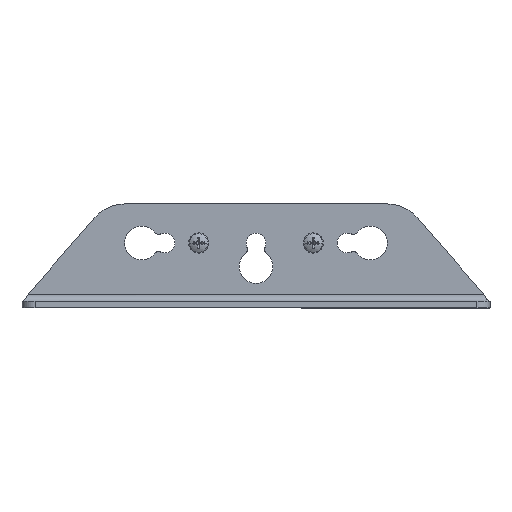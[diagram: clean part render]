
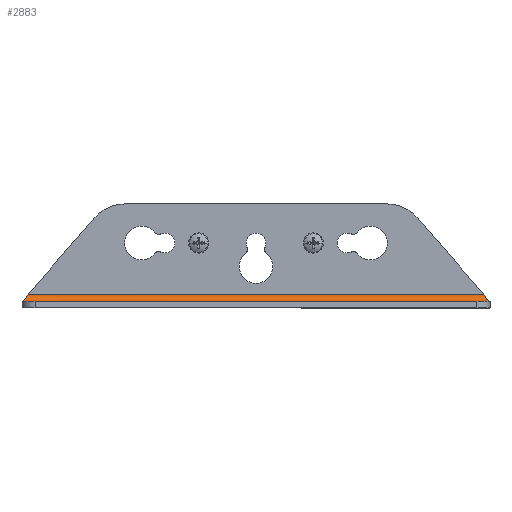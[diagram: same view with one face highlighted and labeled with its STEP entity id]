
A CAD part, left-side view. The second image highlights one B-rep face of the part: STEP entity #2883.
In plain terms, the highlighted cylindrical face has radius 3.416 mm (diameter 6.833 mm), a partial arc.
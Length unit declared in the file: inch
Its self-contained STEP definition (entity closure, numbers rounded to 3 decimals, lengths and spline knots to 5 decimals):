
#126 = EDGE_CURVE ( 'NONE', #4224, #3004, #844, .T. ) ;
#268 = DIRECTION ( 'NONE',  ( 1., 0., 0. ) ) ;
#417 = CARTESIAN_POINT ( 'NONE',  ( 0.34742, -4.4319, 0.05243 ) ) ;
#482 = CARTESIAN_POINT ( 'NONE',  ( 0.375, -4.38322, 0.1345 ) ) ;
#498 = CARTESIAN_POINT ( 'NONE',  ( 0.36811, -4.40758, 0.0911 ) ) ;
#708 = LINE ( 'NONE', #4592, #4866 ) ;
#759 = CARTESIAN_POINT ( 'NONE',  ( 0.30025, 4.46585, 0.01368 ) ) ;
#768 = DIRECTION ( 'NONE',  ( 0., -1., 0. ) ) ;
#786 = CARTESIAN_POINT ( 'NONE',  ( 0.308, 4.46101, 0.01783 ) ) ;
#798 = VECTOR ( 'NONE', #4334, 39.37008 ) ;
#812 = CARTESIAN_POINT ( 'NONE',  ( 0.2405, 4.5, 0. ) ) ;
#844 = B_SPLINE_CURVE_WITH_KNOTS ( 'NONE', 3,
 ( #1241, #1123, #2939, #4642, #3236, #2021, #3270, #1626, #3328, #786, #759, #2464, #1655, #1180, #2437, #812 ),
 .UNSPECIFIED., .F., .F.,
 ( 4, 2, 2, 2, 2, 2, 2, 4 ),
 ( 0., 0.00152, 0.00228, 0.00304, 0.0038, 0.00456, 0.00532, 0.00608 ),
 .UNSPECIFIED. ) ;
#881 = CARTESIAN_POINT ( 'NONE',  ( 0.375, -4.38813, 0.12561 ) ) ;
#913 = CARTESIAN_POINT ( 'NONE',  ( 0.37069, -4.40269, 0.09962 ) ) ;
#941 = CARTESIAN_POINT ( 'NONE',  ( 0.2405, -4.5, 0. ) ) ;
#1123 = CARTESIAN_POINT ( 'NONE',  ( 0.375, 4.39305, 0.11672 ) ) ;
#1157 = ORIENTED_EDGE ( 'NONE', *, *, #4690, .T. ) ;
#1180 = CARTESIAN_POINT ( 'NONE',  ( 0.25816, 4.49024, 0.00088 ) ) ;
#1241 = CARTESIAN_POINT ( 'NONE',  ( 0.375, 4.38322, 0.1345 ) ) ;
#1330 = ORIENTED_EDGE ( 'NONE', *, *, #5069, .T. ) ;
#1334 = CARTESIAN_POINT ( 'NONE',  ( 0.34177, -4.4368, 0.04554 ) ) ;
#1364 = CARTESIAN_POINT ( 'NONE',  ( 0.25828, -4.49017, 0. ) ) ;
#1389 = CARTESIAN_POINT ( 'NONE',  ( 0.375, -4.38322, 0.1345 ) ) ;
#1626 = CARTESIAN_POINT ( 'NONE',  ( 0.32946, 4.44642, 0.03323 ) ) ;
#1655 = CARTESIAN_POINT ( 'NONE',  ( 0.27538, 4.48053, 0.00431 ) ) ;
#1697 = CARTESIAN_POINT ( 'NONE',  ( 0.35717, -4.4222, 0.067 ) ) ;
#1773 = VERTEX_POINT ( 'NONE', #1828 ) ;
#1828 = CARTESIAN_POINT ( 'NONE',  ( 0.375, -4.38322, 0.1345 ) ) ;
#1850 = EDGE_LOOP ( 'NONE', ( #1330, #1157, #2751, #4578 ) ) ;
#2006 = CYLINDRICAL_SURFACE ( 'NONE', #3356, 0.1345 ) ;
#2021 = CARTESIAN_POINT ( 'NONE',  ( 0.34752, 4.43181, 0.05256 ) ) ;
#2422 = FACE_OUTER_BOUND ( 'NONE', #1850, .T. ) ;
#2437 = CARTESIAN_POINT ( 'NONE',  ( 0.24939, 4.49508, 0. ) ) ;
#2464 = CARTESIAN_POINT ( 'NONE',  ( 0.2839, 4.47564, 0.00689 ) ) ;
#2751 = ORIENTED_EDGE ( 'NONE', *, *, #3237, .T. ) ;
#2883 = ADVANCED_FACE ( 'NONE', ( #2422 ), #2006, .F. ) ;
#2939 = CARTESIAN_POINT ( 'NONE',  ( 0.37157, 4.40255, 0.09951 ) ) ;
#3004 = VERTEX_POINT ( 'NONE', #3552 ) ;
#3009 = CARTESIAN_POINT ( 'NONE',  ( 0.29998, -4.46601, 0.01354 ) ) ;
#3025 = CARTESIAN_POINT ( 'NONE',  ( 0.2405, 4.5, 0.1345 ) ) ;
#3032 = CARTESIAN_POINT ( 'NONE',  ( 0.36132, -4.41737, 0.07475 ) ) ;
#3062 = CARTESIAN_POINT ( 'NONE',  ( 0.37412, -4.39298, 0.11684 ) ) ;
#3236 = CARTESIAN_POINT ( 'NONE',  ( 0.35725, 4.42211, 0.06715 ) ) ;
#3237 = EDGE_CURVE ( 'NONE', #1773, #4224, #4309, .T. ) ;
#3270 = CARTESIAN_POINT ( 'NONE',  ( 0.34195, 4.43664, 0.04576 ) ) ;
#3328 = CARTESIAN_POINT ( 'NONE',  ( 0.32257, 4.45132, 0.02758 ) ) ;
#3356 = AXIS2_PLACEMENT_3D ( 'NONE', #3025, #4124, #268 ) ;
#3367 = CARTESIAN_POINT ( 'NONE',  ( 0.375, 4.38322, 0.1345 ) ) ;
#3449 = CARTESIAN_POINT ( 'NONE',  ( 0.2405, -4.5, 0. ) ) ;
#3529 = B_SPLINE_CURVE_WITH_KNOTS ( 'NONE', 3,
 ( #3449, #1364, #5103, #3009, #4735, #5153, #4711, #1334, #417, #1697, #3032, #498, #913, #3062, #881, #1389 ),
 .UNSPECIFIED., .F., .F.,
 ( 4, 2, 2, 2, 2, 2, 2, 4 ),
 ( 0., 0.00152, 0.00228, 0.00304, 0.0038, 0.00456, 0.00532, 0.00608 ),
 .UNSPECIFIED. ) ;
#3552 = CARTESIAN_POINT ( 'NONE',  ( 0.2405, 4.5, 0. ) ) ;
#4043 = VERTEX_POINT ( 'NONE', #941 ) ;
#4124 = DIRECTION ( 'NONE',  ( 0., 1., 0. ) ) ;
#4224 = VERTEX_POINT ( 'NONE', #3367 ) ;
#4309 = LINE ( 'NONE', #482, #798 ) ;
#4334 = DIRECTION ( 'NONE',  ( 0., 1., 0. ) ) ;
#4578 = ORIENTED_EDGE ( 'NONE', *, *, #126, .T. ) ;
#4592 = CARTESIAN_POINT ( 'NONE',  ( 0.2405, 4.5, 0. ) ) ;
#4642 = CARTESIAN_POINT ( 'NONE',  ( 0.36146, 4.4172, 0.07502 ) ) ;
#4690 = EDGE_CURVE ( 'NONE', #4043, #1773, #3529, .T. ) ;
#4711 = CARTESIAN_POINT ( 'NONE',  ( 0.32924, -4.44658, 0.03305 ) ) ;
#4735 = CARTESIAN_POINT ( 'NONE',  ( 0.30785, -4.46111, 0.01775 ) ) ;
#4866 = VECTOR ( 'NONE', #768, 39.37008 ) ;
#5069 = EDGE_CURVE ( 'NONE', #3004, #4043, #708, .T. ) ;
#5103 = CARTESIAN_POINT ( 'NONE',  ( 0.27549, -4.48066, 0.00343 ) ) ;
#5153 = CARTESIAN_POINT ( 'NONE',  ( 0.32244, -4.45141, 0.02748 ) ) ;
